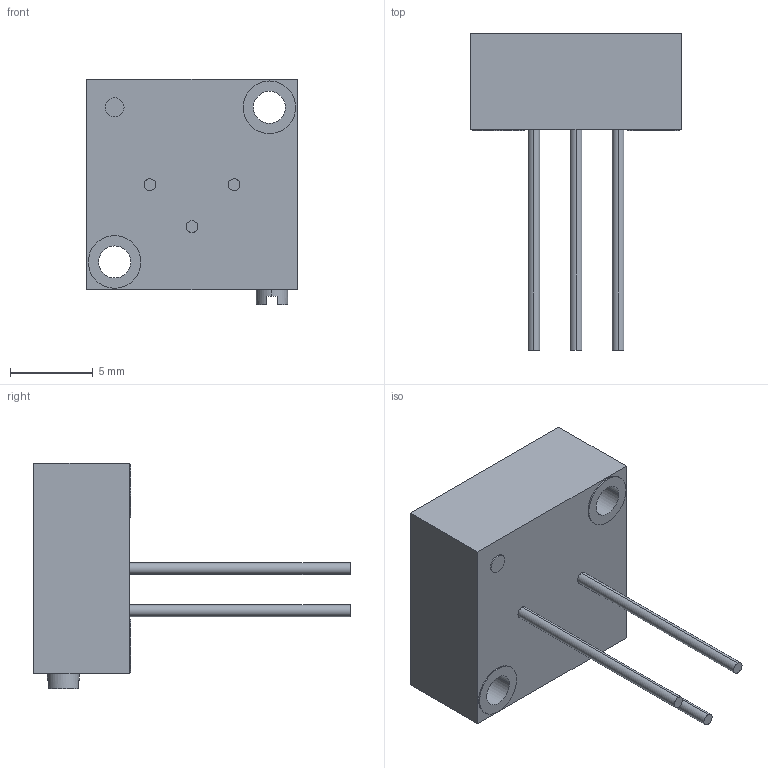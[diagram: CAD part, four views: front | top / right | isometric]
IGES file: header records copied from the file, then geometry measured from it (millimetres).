
Start section:  PTC IGES file: 3252P.igs
Global section: file name: 3252P.igs; native system: Creo Parametric by Parametric Technology Corporation; preprocessor: 2012230; author: stevec; organization: Unknown; date: 20121029.161259; units: inch
Bounding box: 12.7 x 19.1 x 13.59 mm (x, y, z)
Volume: 603.7 mm3; surface area: 1150.3 mm2
Topology: 1 solids, 2 shells, 454 faces, 1246 edges, 828 vertices
Faces by surface type: bspline 403, revolution 51
